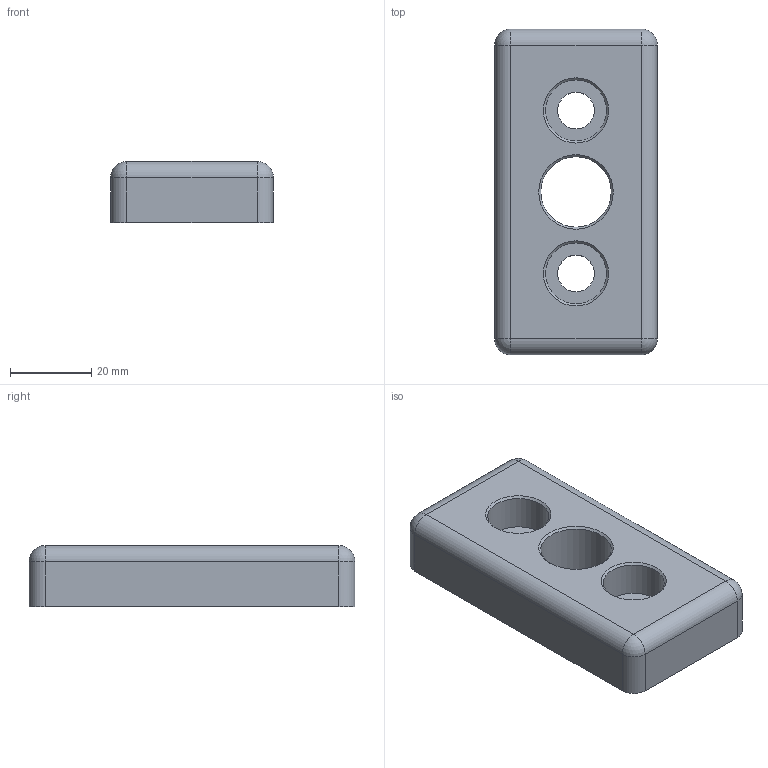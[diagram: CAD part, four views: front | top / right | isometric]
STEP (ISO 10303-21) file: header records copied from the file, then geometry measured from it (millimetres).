
FILE_DESCRIPTION(/* description */ (''),/* implementation_level */ '2;1');
FILE_NAME(/* name */ '11314_KriTec_Transport-_und_Fussplatte_8_Zn_80x40x15_M20.stp',/* time_stamp */ '2014-10-14T14:34:09+02:00',/* author */ ('kostic'),/* organization */ (''),/* preprocessor_version */ 'ST-DEVELOPER v15.2',/* originating_system */ 'Autodesk Inventor 2014',/* authorisation */ '');
FILE_SCHEMA (('AUTOMOTIVE_DESIGN { 1 0 10303 214 3 1 1 }'));
Length unit declared in the file: millimetre
Products named in the file (1): 11314_KriTec_Transport-_und_Fussplatte_8_Zn_80x40x15_M20
Bounding box: 40 x 80 x 15 mm (x, y, z)
Volume: 39526.1 mm3; surface area: 10697.8 mm2
Topology: 1 solids, 1 shells, 28 faces, 62 edges, 34 vertices
Faces by surface type: cylinder 13, plane 8, sphere 4, cone 3
Full cylindrical faces by diameter (mm): 9 x2, 15 x2, 17.294 x1
Entity records: 723 total; most frequent: DIRECTION 136, CARTESIAN_POINT 111, ORIENTED_EDGE 98, AXIS2_PLACEMENT_3D 58, EDGE_CURVE 49, EDGE_LOOP 44, VERTEX_POINT 33, CIRCLE 29
